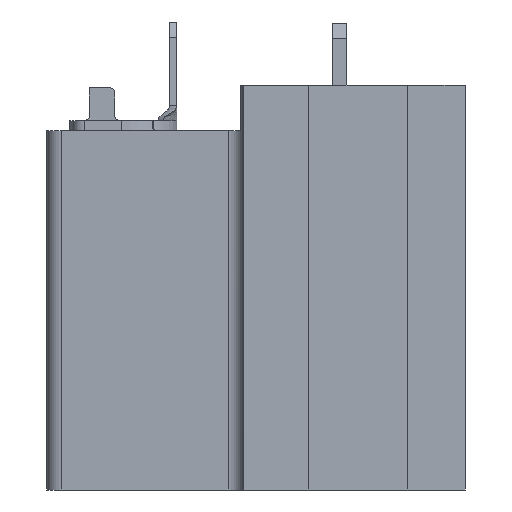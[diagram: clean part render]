
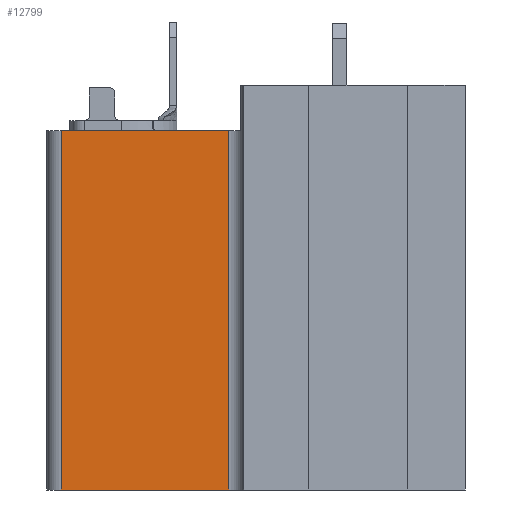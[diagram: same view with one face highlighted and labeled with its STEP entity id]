
A CAD part, left-side view. The second image highlights one B-rep face of the part: STEP entity #12799.
In plain terms, the highlighted planar face has unit normal (-1, 0.023, 0).
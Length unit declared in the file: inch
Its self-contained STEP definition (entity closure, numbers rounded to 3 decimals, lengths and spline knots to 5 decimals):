
#1198 = ORIENTED_EDGE ( 'NONE', *, *, #4505, .F. ) ;
#1377 = DIRECTION ( 'NONE',  ( 0.023, 1., 0. ) ) ;
#1808 = CARTESIAN_POINT ( 'NONE',  ( -0.14668, 0.38444, 0.8 ) ) ;
#1839 = CARTESIAN_POINT ( 'NONE',  ( -0.15432, 0.05356, 0. ) ) ;
#3354 = LINE ( 'NONE', #7401, #5479 ) ;
#4505 = EDGE_CURVE ( 'NONE', #9412, #8644, #13172, .T. ) ;
#4875 = VERTEX_POINT ( 'NONE', #1839 ) ;
#5479 = VECTOR ( 'NONE', #8448, 39.37008 ) ;
#5987 = EDGE_CURVE ( 'NONE', #4875, #8644, #9528, .T. ) ;
#6091 = LINE ( 'NONE', #1808, #11393 ) ;
#6174 = DIRECTION ( 'NONE',  ( 0., 0., 1. ) ) ;
#6669 = CARTESIAN_POINT ( 'NONE',  ( -0.146, 0.41375, 0.8 ) ) ;
#6734 = VECTOR ( 'NONE', #6174, 39.37008 ) ;
#6861 = ORIENTED_EDGE ( 'NONE', *, *, #10665, .T. ) ;
#7174 = VECTOR ( 'NONE', #8417, 39.37008 ) ;
#7401 = CARTESIAN_POINT ( 'NONE',  ( -0.146, 0.41375, 0. ) ) ;
#7465 = ORIENTED_EDGE ( 'NONE', *, *, #5987, .T. ) ;
#7726 = DIRECTION ( 'NONE',  ( 1., -0.023, 0. ) ) ;
#8000 = CARTESIAN_POINT ( 'NONE',  ( -0.15432, 0.05356, 0.71 ) ) ;
#8238 = CARTESIAN_POINT ( 'NONE',  ( -0.15432, 0.05356, 0.8 ) ) ;
#8276 = AXIS2_PLACEMENT_3D ( 'NONE', #6669, #7726, #1377 ) ;
#8417 = DIRECTION ( 'NONE',  ( -0.023, -1., 0. ) ) ;
#8448 = DIRECTION ( 'NONE',  ( -0.023, -1., 0. ) ) ;
#8644 = VERTEX_POINT ( 'NONE', #8000 ) ;
#9412 = VERTEX_POINT ( 'NONE', #12711 ) ;
#9528 = LINE ( 'NONE', #8238, #6734 ) ;
#9544 = CARTESIAN_POINT ( 'NONE',  ( -0.146, 0.41375, 0.71 ) ) ;
#10665 = EDGE_CURVE ( 'NONE', #12363, #4875, #3354, .T. ) ;
#11191 = CARTESIAN_POINT ( 'NONE',  ( -0.14668, 0.38444, 0. ) ) ;
#11370 = DIRECTION ( 'NONE',  ( 0., 0., -1. ) ) ;
#11393 = VECTOR ( 'NONE', #11370, 39.37008 ) ;
#11920 = FACE_OUTER_BOUND ( 'NONE', #13196, .T. ) ;
#11948 = PLANE ( 'NONE',  #8276 ) ;
#12363 = VERTEX_POINT ( 'NONE', #11191 ) ;
#12711 = CARTESIAN_POINT ( 'NONE',  ( -0.14668, 0.38444, 0.71 ) ) ;
#12734 = ORIENTED_EDGE ( 'NONE', *, *, #13550, .T. ) ;
#12799 = ADVANCED_FACE ( 'NONE', ( #11920 ), #11948, .F. ) ;
#13172 = LINE ( 'NONE', #9544, #7174 ) ;
#13196 = EDGE_LOOP ( 'NONE', ( #6861, #7465, #1198, #12734 ) ) ;
#13550 = EDGE_CURVE ( 'NONE', #9412, #12363, #6091, .T. ) ;
